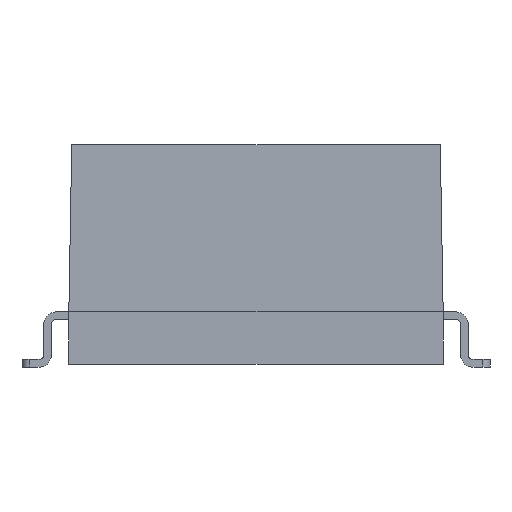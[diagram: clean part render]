
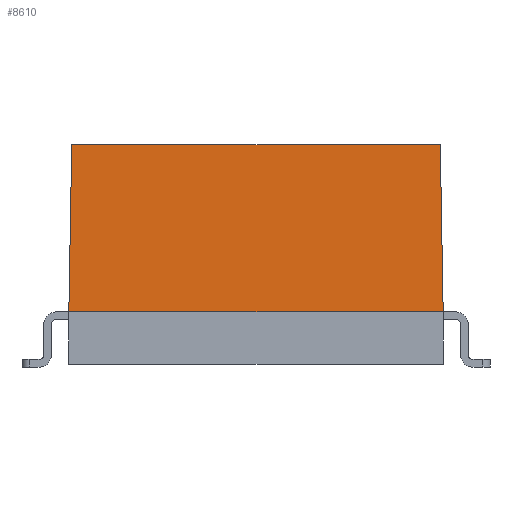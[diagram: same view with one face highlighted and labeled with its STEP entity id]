
A CAD part, left-side view. The second image highlights one B-rep face of the part: STEP entity #8610.
In plain terms, the highlighted planar face has unit normal (-1, 0, 0.018).
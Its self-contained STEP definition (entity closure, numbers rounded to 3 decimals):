
#8610=ADVANCED_FACE('',(#17701),#17702,.T.);
#17701=FACE_OUTER_BOUND('',#22113,.T.);
#17702=PLANE('',#22114);
#22113=EDGE_LOOP('',(#31772,#31773,#31774,#31775));
#22114=AXIS2_PLACEMENT_3D('',#31776,#31777,#31778);
#31772=ORIENTED_EDGE('',*,*,#41056,.T.);
#31773=ORIENTED_EDGE('',*,*,#41057,.F.);
#31774=ORIENTED_EDGE('',*,*,#40913,.F.);
#31775=ORIENTED_EDGE('',*,*,#41058,.T.);
#31776=CARTESIAN_POINT('',(-13.905,0.,1.7));
#31777=DIRECTION('',(-1.,0.,0.017));
#31778=DIRECTION('',(0.,1.0,0.0));
#40913=EDGE_CURVE('',#47445,#47446,#47447,.F.);
#41056=EDGE_CURVE('',#47719,#47720,#47721,.F.);
#41057=EDGE_CURVE('',#47446,#47720,#47722,.T.);
#41058=EDGE_CURVE('',#47445,#47719,#47723,.T.);
#47445=VERTEX_POINT('',#52928);
#47446=VERTEX_POINT('',#52929);
#47447=LINE('',#52930,#52931);
#47719=VERTEX_POINT('',#53533);
#47720=VERTEX_POINT('',#53534);
#47721=LINE('',#53535,#53536);
#47722=LINE('',#53537,#53538);
#47723=LINE('',#53539,#53540);
#52928=CARTESIAN_POINT('',(-13.81,6.,7.14));
#52929=CARTESIAN_POINT('',(-13.81,-6.,7.14));
#52930=CARTESIAN_POINT('',(-13.81,0.,7.14));
#52931=VECTOR('',#56340,1000.0);
#53533=CARTESIAN_POINT('',(-13.905,6.095,1.7));
#53534=CARTESIAN_POINT('',(-13.905,-6.095,1.7));
#53535=CARTESIAN_POINT('',(-13.905,0.,1.7));
#53536=VECTOR('',#56350,1000.0);
#53537=CARTESIAN_POINT('',(-13.901,-6.091,1.943));
#53538=VECTOR('',#56351,1000.0);
#53539=CARTESIAN_POINT('',(-13.903,6.093,1.806));
#53540=VECTOR('',#56352,1000.0);
#56340=DIRECTION('',(0.,1.0,0.0));
#56350=DIRECTION('',(0.,1.0,0.0));
#56351=DIRECTION('',(-0.017,-0.017,-1.));
#56352=DIRECTION('',(-0.017,0.017,-1.));
